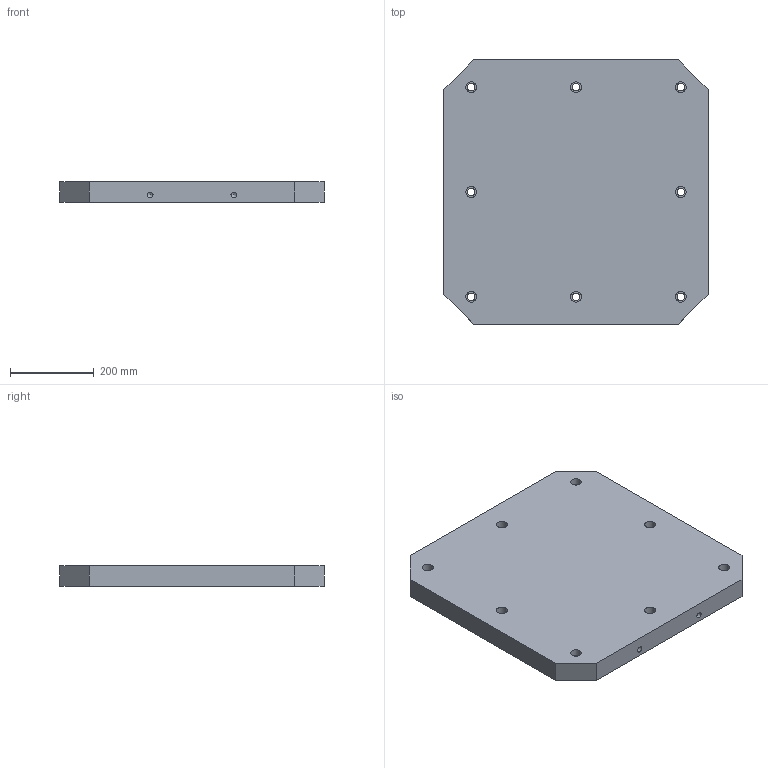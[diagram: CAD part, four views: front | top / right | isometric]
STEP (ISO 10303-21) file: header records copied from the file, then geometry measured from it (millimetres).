
FILE_DESCRIPTION( ( 'Unknown' ), '1' );
FILE_NAME( 'BP04-50630-0630.stp', 'Unknown', ( 'S.C.H' ), ( 'Unknown' ), 'XStep 1.0', 'Unknown', ' ' );
FILE_SCHEMA( ( 'CONFIG_CONTROL_DESIGN' ) );
Length unit declared in the file: millimetre
Products named in the file (1): 1
Bounding box: 630 x 630 x 50 mm (x, y, z)
Volume: 19200006.1 mm3; surface area: 918100.9 mm2
Topology: 1 solids, 1 shells, 40 faces, 98 edges, 68 vertices
Faces by surface type: cylinder 19, plane 18, cone 3
Full cylindrical faces by diameter (mm): 14 x3, 18 x8, 26 x8
Entity records: 1056 total; most frequent: DIRECTION 182, CARTESIAN_POINT 160, ORIENTED_EDGE 124, EDGE_LOOP 86, AXIS2_PLACEMENT_3D 79, EDGE_CURVE 62, FACE_OUTER_BOUND 59, VERTEX_POINT 57
